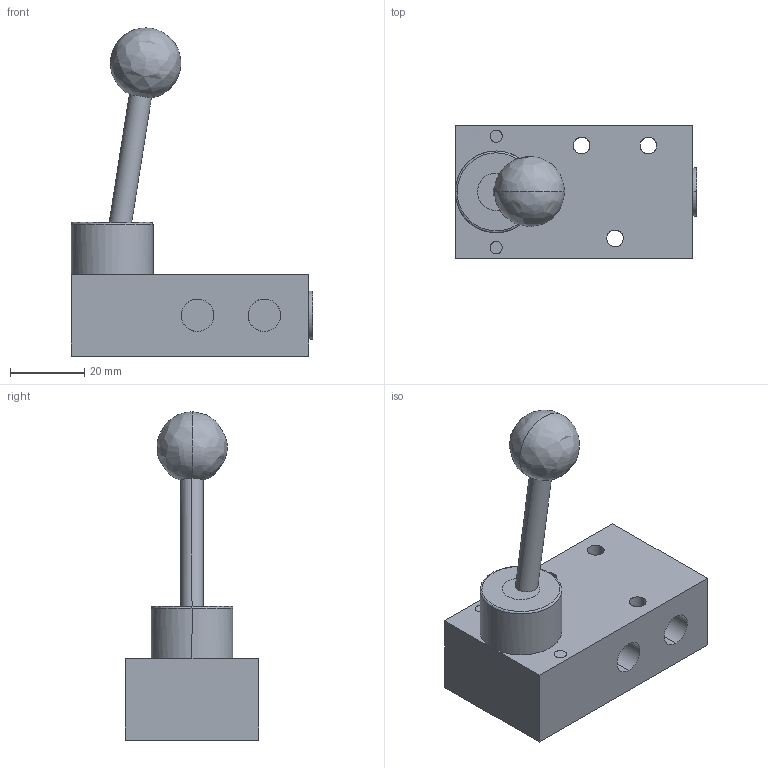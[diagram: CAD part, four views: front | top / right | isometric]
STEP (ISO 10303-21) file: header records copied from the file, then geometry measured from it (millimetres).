
FILE_DESCRIPTION (( 'STEP AP203' ), '1' );
FILE_NAME ('HV.311.501TT.STEP', '2018-11-23T13:11:01', ( '' ), ( '' ), 'SwSTEP 2.0', 'SolidWorks 2013', '' );
FILE_SCHEMA (( 'CONFIG_CONTROL_DESIGN' ));
Length unit declared in the file: millimetre
Products named in the file (1): HV.311.501TT
Bounding box: 65 x 36 x 88.39 mm (x, y, z)
Volume: 57842.3 mm3; surface area: 13388.7 mm2
Topology: 1 solids, 1 shells, 36 faces, 90 edges, 61 vertices
Faces by surface type: cylinder 18, plane 14, bspline 4
Entity records: 1811 total; most frequent: CARTESIAN_POINT 970, ORIENTED_EDGE 176, DIRECTION 113, EDGE_CURVE 88, VERTEX_POINT 61, EDGE_LOOP 49, B_SPLINE_CURVE_WITH_KNOTS 45, AXIS2_PLACEMENT_3D 41
